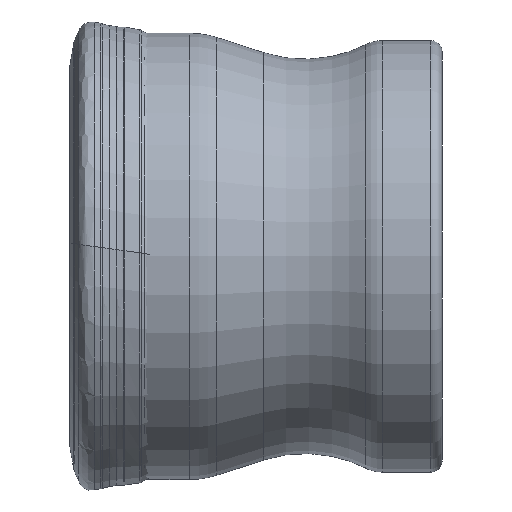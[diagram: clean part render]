
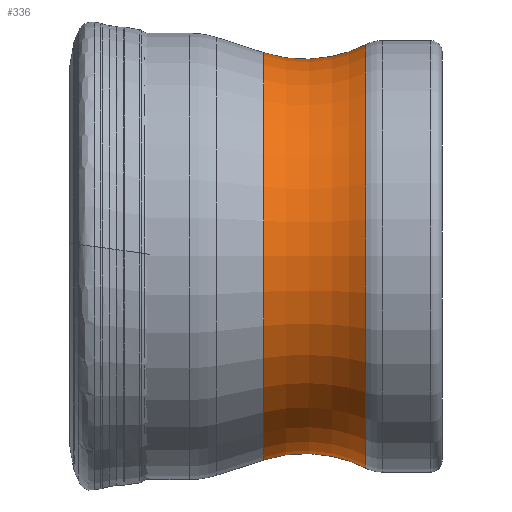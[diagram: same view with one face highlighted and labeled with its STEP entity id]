
A CAD part, front view. The second image highlights one B-rep face of the part: STEP entity #336.
In plain terms, the highlighted toroidal (fillet/blend) face has major radius 44.5 mm and minor radius 18 mm.
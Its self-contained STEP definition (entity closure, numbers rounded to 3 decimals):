
#336=ADVANCED_FACE('',(#458,#459),#443,.F.);
#443=TOROIDAL_SURFACE('',#1452,44.5,18.);
#458=FACE_BOUND('',#502,.T.);
#459=FACE_BOUND('',#503,.T.);
#502=EDGE_LOOP('',(#632));
#503=EDGE_LOOP('',(#633));
#632=ORIENTED_EDGE('',*,*,#1119,.F.);
#633=ORIENTED_EDGE('',*,*,#1120,.T.);
#1012=VERTEX_POINT('',#2018);
#1013=VERTEX_POINT('',#2021);
#1119=EDGE_CURVE('',#1012,#1012,#1310,.T.);
#1120=EDGE_CURVE('',#1013,#1013,#1311,.T.);
#1310=CIRCLE('',#1449,27.381);
#1311=CIRCLE('',#1451,28.457);
#1449=AXIS2_PLACEMENT_3D('',#2017,#1628,#1629);
#1451=AXIS2_PLACEMENT_3D('',#2020,#1632,#1633);
#1452=AXIS2_PLACEMENT_3D('',#2022,#1634,#1635);
#1628=DIRECTION('',(-1.,0.,0.));
#1629=DIRECTION('',(0.,0.,1.));
#1632=DIRECTION('',(-1.,0.,0.));
#1633=DIRECTION('',(0.,0.,1.));
#1634=DIRECTION('',(-1.,0.,0.));
#1635=DIRECTION('',(0.,0.,1.));
#2017=CARTESIAN_POINT('',(26.009,0.,0.));
#2018=CARTESIAN_POINT('',(26.009,0.,27.381));
#2020=CARTESIAN_POINT('',(39.733,0.,0.));
#2021=CARTESIAN_POINT('',(39.733,0.,28.457));
#2022=CARTESIAN_POINT('',(31.572,0.,0.));
